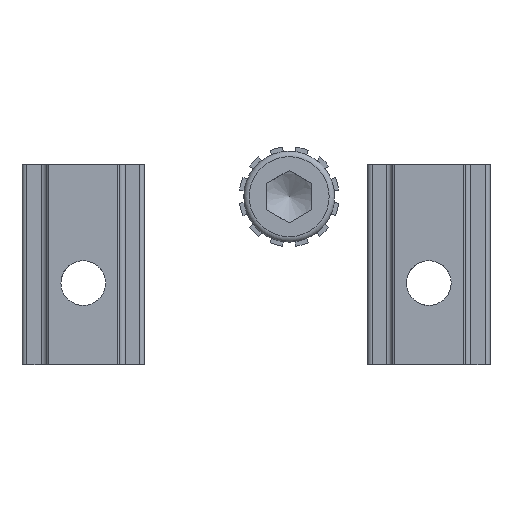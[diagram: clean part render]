
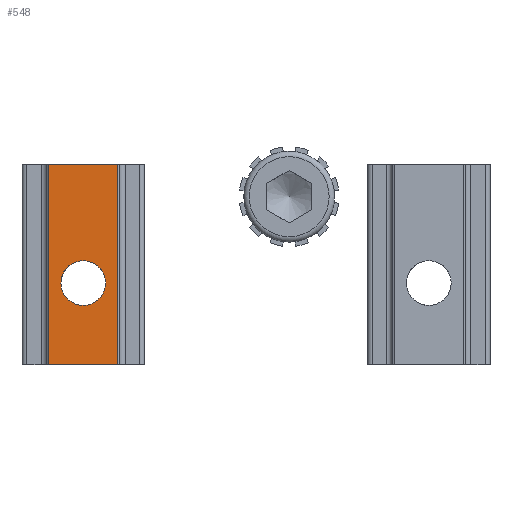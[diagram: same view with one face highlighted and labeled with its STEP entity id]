
A CAD part, front view. The second image highlights one B-rep face of the part: STEP entity #548.
In plain terms, the highlighted planar face has unit normal (0, -1, 0).
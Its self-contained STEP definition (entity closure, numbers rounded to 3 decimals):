
#309=CARTESIAN_POINT('',(2.459,-3.189,-2.0));
#310=VERTEX_POINT('',#309);
#311=CARTESIAN_POINT('',(0.,-3.189,-2.0));
#312=DIRECTION('',(0.0,1.0,0.0));
#313=DIRECTION('',(1.0,0.0,0.0));
#314=AXIS2_PLACEMENT_3D('',#311,#312,#313);
#315=CIRCLE('',#314,2.459);
#316=EDGE_CURVE('',#310,#310,#315,.T.);
#353=CARTESIAN_POINT('',(3.799,-3.189,-11.0));
#354=VERTEX_POINT('',#353);
#362=CARTESIAN_POINT('',(-3.801,-3.189,-11.0));
#363=VERTEX_POINT('',#362);
#364=CARTESIAN_POINT('',(-3.801,-3.189,-11.0));
#365=DIRECTION('',(1.0,0.0,0.0));
#366=VECTOR('',#365,7.6);
#367=LINE('',#364,#366);
#368=EDGE_CURVE('',#363,#354,#367,.T.);
#502=CARTESIAN_POINT('',(3.799,-3.189,11.0));
#503=VERTEX_POINT('',#502);
#511=CARTESIAN_POINT('',(3.799,-3.189,11.0));
#512=DIRECTION('',(0.0,0.0,-1.0));
#513=VECTOR('',#512,22.0);
#514=LINE('',#511,#513);
#515=EDGE_CURVE('',#503,#354,#514,.T.);
#522=CARTESIAN_POINT('',(3.799,-3.189,0.0));
#523=DIRECTION('',(0.0,-1.0,0.0));
#524=DIRECTION('',(0.0,0.0,-1.0));
#525=AXIS2_PLACEMENT_3D('',#522,#523,#524);
#526=PLANE('',#525);
#527=CARTESIAN_POINT('',(-3.801,-3.189,11.0));
#528=VERTEX_POINT('',#527);
#529=CARTESIAN_POINT('',(3.799,-3.189,11.0));
#530=DIRECTION('',(-1.0,0.0,0.0));
#531=VECTOR('',#530,7.6);
#532=LINE('',#529,#531);
#533=EDGE_CURVE('',#503,#528,#532,.T.);
#534=ORIENTED_EDGE('',*,*,#533,.T.);
#535=CARTESIAN_POINT('',(-3.801,-3.189,11.0));
#536=DIRECTION('',(0.0,0.0,-1.0));
#537=VECTOR('',#536,22.0);
#538=LINE('',#535,#537);
#539=EDGE_CURVE('',#528,#363,#538,.T.);
#540=ORIENTED_EDGE('',*,*,#539,.T.);
#541=ORIENTED_EDGE('',*,*,#368,.T.);
#542=ORIENTED_EDGE('',*,*,#515,.F.);
#543=EDGE_LOOP('',(#534,#540,#541,#542));
#544=FACE_OUTER_BOUND('',#543,.T.);
#545=ORIENTED_EDGE('',*,*,#316,.T.);
#546=EDGE_LOOP('',(#545));
#547=FACE_BOUND('',#546,.T.);
#548=ADVANCED_FACE('',(#544,#547),#526,.T.);
